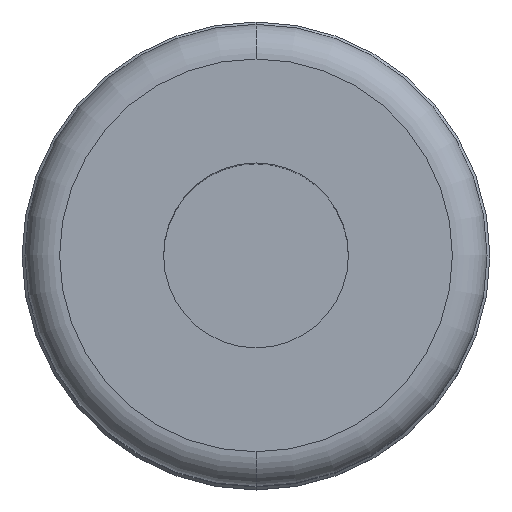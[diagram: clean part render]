
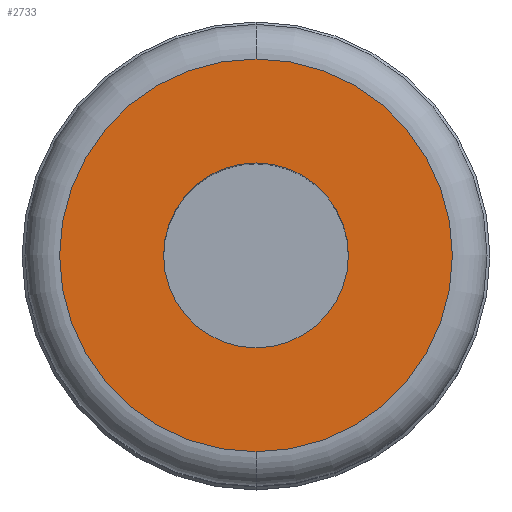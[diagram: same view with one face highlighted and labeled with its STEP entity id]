
A CAD part, top view. The second image highlights one B-rep face of the part: STEP entity #2733.
In plain terms, the highlighted planar face has unit normal (0, 0, 1).
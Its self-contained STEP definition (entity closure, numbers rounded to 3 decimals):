
#96 = FACE_BOUND ( 'NONE', #2319, .T. ) ;
#147 = EDGE_LOOP ( 'NONE', ( #3195, #216 ) ) ;
#216 = ORIENTED_EDGE ( 'NONE', *, *, #1666, .T. ) ;
#496 = ORIENTED_EDGE ( 'NONE', *, *, #2501, .T. ) ;
#545 = DIRECTION ( 'NONE',  ( 0., -1., 0. ) ) ;
#603 = AXIS2_PLACEMENT_3D ( 'NONE', #2156, #848, #605 ) ;
#605 = DIRECTION ( 'NONE',  ( -1., 0., 0. ) ) ;
#638 = DIRECTION ( 'NONE',  ( 0., -1., 0. ) ) ;
#721 = CARTESIAN_POINT ( 'NONE',  ( -8., 0., 80. ) ) ;
#773 = VERTEX_POINT ( 'NONE', #2877 ) ;
#815 = VERTEX_POINT ( 'NONE', #914 ) ;
#848 = DIRECTION ( 'NONE',  ( 0., 0., -1. ) ) ;
#914 = CARTESIAN_POINT ( 'NONE',  ( 8., 0., 80. ) ) ;
#960 = EDGE_CURVE ( 'NONE', #815, #3000, #2035, .T. ) ;
#1156 = CIRCLE ( 'NONE', #2738, 8. ) ;
#1188 = CARTESIAN_POINT ( 'NONE',  ( 0., 0., 80. ) ) ;
#1282 = CARTESIAN_POINT ( 'NONE',  ( 0., 17., 80. ) ) ;
#1382 = AXIS2_PLACEMENT_3D ( 'NONE', #1565, #2093, #545 ) ;
#1419 = DIRECTION ( 'NONE',  ( 0., 0., 1. ) ) ;
#1489 = FACE_OUTER_BOUND ( 'NONE', #147, .T. ) ;
#1565 = CARTESIAN_POINT ( 'NONE',  ( 0., 20., 80. ) ) ;
#1588 = AXIS2_PLACEMENT_3D ( 'NONE', #2692, #1419, #638 ) ;
#1666 = EDGE_CURVE ( 'NONE', #1941, #773, #3016, .T. ) ;
#1688 = CIRCLE ( 'NONE', #1588, 17. ) ;
#1924 = DIRECTION ( 'NONE',  ( 0., 0., 1. ) ) ;
#1941 = VERTEX_POINT ( 'NONE', #1282 ) ;
#2035 = CIRCLE ( 'NONE', #603, 8. ) ;
#2093 = DIRECTION ( 'NONE',  ( 0., 0., 1. ) ) ;
#2156 = CARTESIAN_POINT ( 'NONE',  ( 0., 0., 80. ) ) ;
#2201 = DIRECTION ( 'NONE',  ( -1., 0., 0. ) ) ;
#2319 = EDGE_LOOP ( 'NONE', ( #496, #2882 ) ) ;
#2330 = EDGE_CURVE ( 'NONE', #773, #1941, #1688, .T. ) ;
#2337 = PLANE ( 'NONE',  #1382 ) ;
#2501 = EDGE_CURVE ( 'NONE', #3000, #815, #1156, .T. ) ;
#2692 = CARTESIAN_POINT ( 'NONE',  ( 0., 0., 80. ) ) ;
#2701 = CARTESIAN_POINT ( 'NONE',  ( 0., 0., 80. ) ) ;
#2733 = ADVANCED_FACE ( 'NONE', ( #1489, #96 ), #2337, .T. ) ;
#2738 = AXIS2_PLACEMENT_3D ( 'NONE', #1188, #3266, #2201 ) ;
#2877 = CARTESIAN_POINT ( 'NONE',  ( 0., -17., 80. ) ) ;
#2882 = ORIENTED_EDGE ( 'NONE', *, *, #960, .T. ) ;
#3000 = VERTEX_POINT ( 'NONE', #721 ) ;
#3009 = AXIS2_PLACEMENT_3D ( 'NONE', #2701, #1924, #3174 ) ;
#3016 = CIRCLE ( 'NONE', #3009, 17. ) ;
#3174 = DIRECTION ( 'NONE',  ( 0., -1., 0. ) ) ;
#3195 = ORIENTED_EDGE ( 'NONE', *, *, #2330, .T. ) ;
#3266 = DIRECTION ( 'NONE',  ( 0., 0., -1. ) ) ;
